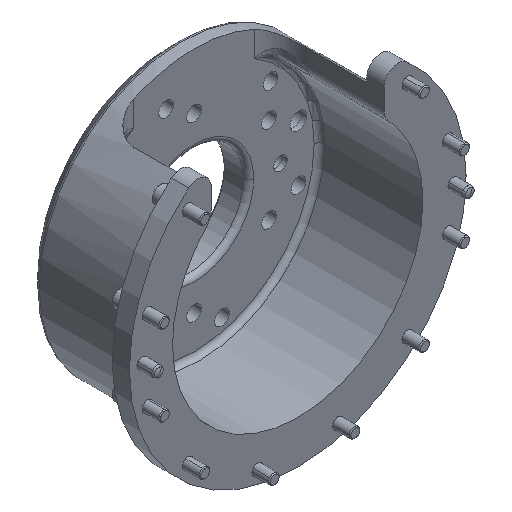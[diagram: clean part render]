
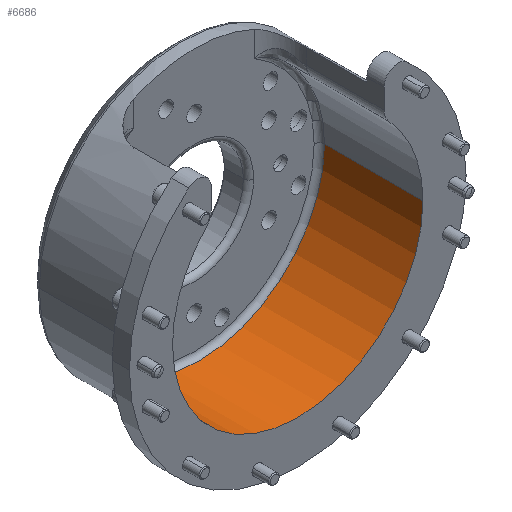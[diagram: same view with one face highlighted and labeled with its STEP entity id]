
A CAD part, isometric view. The second image highlights one B-rep face of the part: STEP entity #6686.
In plain terms, the highlighted cylindrical face has radius 72.5 mm (diameter 145 mm), a partial arc.
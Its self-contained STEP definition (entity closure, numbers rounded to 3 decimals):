
#187 = CARTESIAN_POINT ( 'NONE',  ( 72.5, 100.9, 0. ) ) ;
#198 = DIRECTION ( 'NONE',  ( 0., -1., 0. ) ) ;
#325 = CARTESIAN_POINT ( 'NONE',  ( 72.5, 100.9, 0. ) ) ;
#548 = AXIS2_PLACEMENT_3D ( 'NONE', #5000, #2095, #1899 ) ;
#727 = CIRCLE ( 'NONE', #548, 72.5 ) ;
#963 = ORIENTED_EDGE ( 'NONE', *, *, #4545, .T. ) ;
#1086 = VECTOR ( 'NONE', #5503, 1000. ) ;
#1449 = EDGE_CURVE ( 'NONE', #6769, #4950, #727, .T. ) ;
#1813 = VERTEX_POINT ( 'NONE', #187 ) ;
#1836 = CYLINDRICAL_SURFACE ( 'NONE', #3731, 72.5 ) ;
#1899 = DIRECTION ( 'NONE',  ( -1., 0., 0. ) ) ;
#2075 = FACE_OUTER_BOUND ( 'NONE', #9371, .T. ) ;
#2095 = DIRECTION ( 'NONE',  ( 0., -1., 0. ) ) ;
#2352 = CARTESIAN_POINT ( 'NONE',  ( -72.5, 157.9, 0. ) ) ;
#2530 = CARTESIAN_POINT ( 'NONE',  ( -72.5, 100.9, 0. ) ) ;
#2973 = VECTOR ( 'NONE', #198, 1000. ) ;
#3055 = LINE ( 'NONE', #8389, #1086 ) ;
#3175 = ORIENTED_EDGE ( 'NONE', *, *, #9169, .T. ) ;
#3448 = CIRCLE ( 'NONE', #5165, 72.5 ) ;
#3725 = CARTESIAN_POINT ( 'NONE',  ( 72.5, 157.9, 0. ) ) ;
#3731 = AXIS2_PLACEMENT_3D ( 'NONE', #4745, #5313, #4710 ) ;
#4545 = EDGE_CURVE ( 'NONE', #5929, #1813, #3448, .T. ) ;
#4710 = DIRECTION ( 'NONE',  ( -1., 0., 0. ) ) ;
#4745 = CARTESIAN_POINT ( 'NONE',  ( 0., 100.9, 0. ) ) ;
#4916 = LINE ( 'NONE', #325, #2973 ) ;
#4950 = VERTEX_POINT ( 'NONE', #3725 ) ;
#5000 = CARTESIAN_POINT ( 'NONE',  ( 0., 157.9, 0. ) ) ;
#5165 = AXIS2_PLACEMENT_3D ( 'NONE', #5955, #5938, #5880 ) ;
#5313 = DIRECTION ( 'NONE',  ( 0., -1., 0. ) ) ;
#5503 = DIRECTION ( 'NONE',  ( 0., -1., 0. ) ) ;
#5880 = DIRECTION ( 'NONE',  ( -1., 0., 0. ) ) ;
#5929 = VERTEX_POINT ( 'NONE', #2530 ) ;
#5938 = DIRECTION ( 'NONE',  ( 0., -1., 0. ) ) ;
#5955 = CARTESIAN_POINT ( 'NONE',  ( 0., 100.9, 0. ) ) ;
#6686 = ADVANCED_FACE ( 'NONE', ( #2075 ), #1836, .F. ) ;
#6769 = VERTEX_POINT ( 'NONE', #2352 ) ;
#7002 = EDGE_CURVE ( 'NONE', #4950, #1813, #4916, .T. ) ;
#7055 = ORIENTED_EDGE ( 'NONE', *, *, #1449, .F. ) ;
#8389 = CARTESIAN_POINT ( 'NONE',  ( -72.5, 100.9, 0. ) ) ;
#9003 = ORIENTED_EDGE ( 'NONE', *, *, #7002, .F. ) ;
#9169 = EDGE_CURVE ( 'NONE', #6769, #5929, #3055, .T. ) ;
#9371 = EDGE_LOOP ( 'NONE', ( #9003, #7055, #3175, #963 ) ) ;
